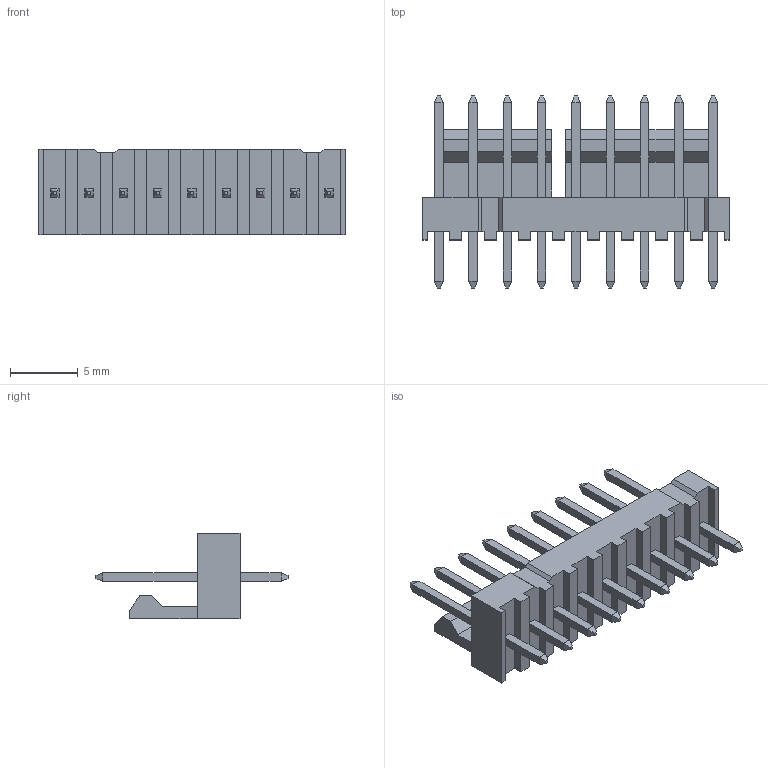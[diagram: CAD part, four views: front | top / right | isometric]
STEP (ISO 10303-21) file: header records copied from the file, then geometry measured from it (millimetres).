
FILE_DESCRIPTION(('STEP AP242'),'1');
FILE_NAME('0022232091.stp','2024-12-10T08:25:05',('TraceParts'),('TraceParts S.A.'),'Spatial InterOp 3D',' ',' ');
FILE_SCHEMA(('AP242_MANAGED_MODEL_BASED_3D_ENGINEERING_MIM_LF {1 0 10303 442 1 1 4}'));
Length unit declared in the file: millimetre
Products named in the file (1): 0022232091_1
Bounding box: 22.71 x 14.22 x 6.35 mm (x, y, z)
Volume: 546.5 mm3; surface area: 1009 mm2
Topology: 1 solids, 1 shells, 226 faces, 564 edges, 376 vertices
Faces by surface type: plane 226
Entity records: 6520 total; most frequent: CARTESIAN_POINT 1132, ORIENTED_EDGE 1092, DIRECTION 1038, EDGE_CURVE 546, LINE 546, VECTOR 546, VERTEX_POINT 340, AXIS2_PLACEMENT_3D 246
